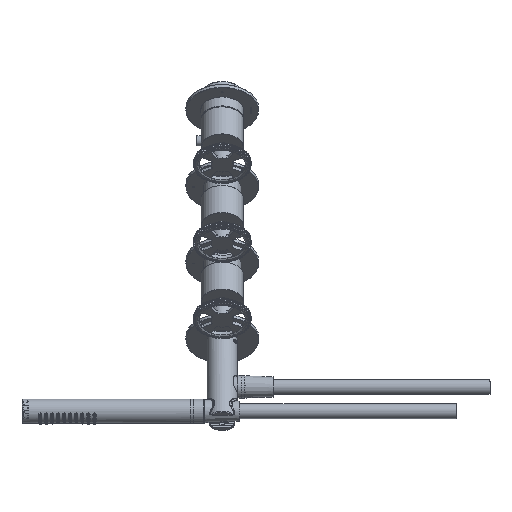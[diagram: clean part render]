
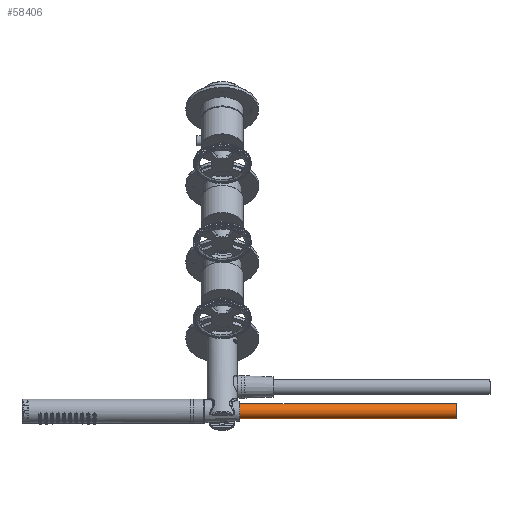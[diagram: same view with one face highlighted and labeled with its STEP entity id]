
A CAD part, front view. The second image highlights one B-rep face of the part: STEP entity #58406.
In plain terms, the highlighted cylindrical face has radius 7.5 mm (diameter 15 mm), a full revolution.
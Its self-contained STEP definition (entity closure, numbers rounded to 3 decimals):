
#15576=ORIENTED_EDGE('',*,*,#25873,.F.);
#15577=ORIENTED_EDGE('',*,*,#25874,.T.);
#25873=EDGE_CURVE('',#31297,#31297,#35224,.T.);
#25874=EDGE_CURVE('',#31298,#31298,#35225,.T.);
#31297=VERTEX_POINT('',#95011);
#31298=VERTEX_POINT('',#95014);
#35224=CIRCLE('',#62384,7.5);
#35225=CIRCLE('',#62386,7.5);
#37822=EDGE_LOOP('',(#15576));
#37823=EDGE_LOOP('',(#15577));
#41450=FACE_BOUND('',#37822,.T.);
#41451=FACE_BOUND('',#37823,.T.);
#43997=CYLINDRICAL_SURFACE('',#62385,7.5);
#58406=ADVANCED_FACE('',(#41450,#41451),#43997,.T.);
#62384=AXIS2_PLACEMENT_3D('',#95010,#70021,#70022);
#62385=AXIS2_PLACEMENT_3D('',#95012,#70023,#70024);
#62386=AXIS2_PLACEMENT_3D('',#95013,#70025,#70026);
#70021=DIRECTION('',(0.,-1.,0.));
#70022=DIRECTION('',(0.,0.,-1.));
#70023=DIRECTION('',(0.,-1.,0.));
#70024=DIRECTION('',(0.,0.,-1.));
#70025=DIRECTION('',(0.,-1.,0.));
#70026=DIRECTION('',(0.,0.,-1.));
#95010=CARTESIAN_POINT('',(0.,0.,0.));
#95011=CARTESIAN_POINT('',(0.,0.,-7.5));
#95012=CARTESIAN_POINT('',(0.,0.,0.));
#95013=CARTESIAN_POINT('',(0.,215.5,0.));
#95014=CARTESIAN_POINT('',(0.,215.5,-7.5));
